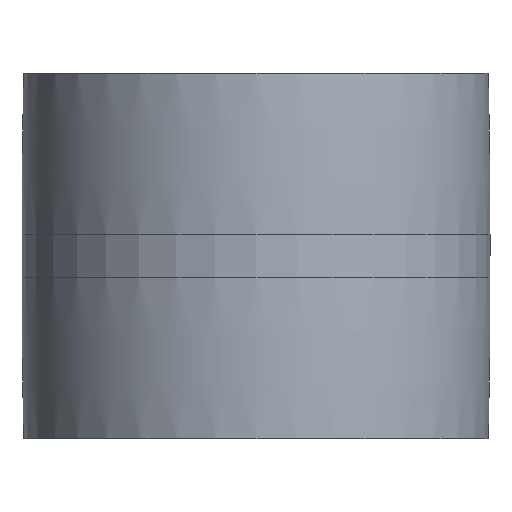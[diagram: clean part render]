
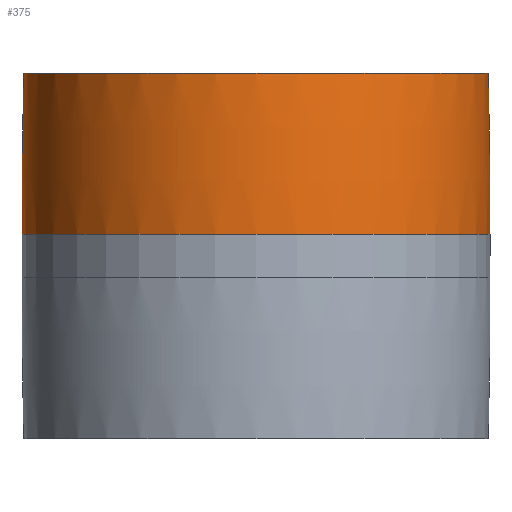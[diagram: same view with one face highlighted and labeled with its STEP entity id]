
A CAD part, front view. The second image highlights one B-rep face of the part: STEP entity #375.
In plain terms, the highlighted toroidal (fillet/blend) face has major radius 4235.93 mm and minor radius 4371.62 mm.
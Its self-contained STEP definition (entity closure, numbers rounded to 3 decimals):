
#7 = EDGE_CURVE ( 'NONE', #718, #123, #351, .T. ) ;
#9 = CARTESIAN_POINT ( 'NONE',  ( 0., 0., 106. ) ) ;
#12 = CARTESIAN_POINT ( 'NONE',  ( 0., 0., 12.5 ) ) ;
#56 = EDGE_CURVE ( 'NONE', #906, #123, #783, .T. ) ;
#123 = VERTEX_POINT ( 'NONE', #601 ) ;
#155 = DIRECTION ( 'NONE',  ( 0., 0., 1. ) ) ;
#182 = ORIENTED_EDGE ( 'NONE', *, *, #604, .T. ) ;
#193 = ORIENTED_EDGE ( 'NONE', *, *, #898, .F. ) ;
#235 = CARTESIAN_POINT ( 'NONE',  ( 0., 0., 12.5 ) ) ;
#274 = AXIS2_PLACEMENT_3D ( 'NONE', #543, #907, #833 ) ;
#278 = ORIENTED_EDGE ( 'NONE', *, *, #7, .T. ) ;
#303 = DIRECTION ( 'NONE',  ( 1., 0., 0. ) ) ;
#313 = DIRECTION ( 'NONE',  ( 1., 0., 0. ) ) ;
#339 = CARTESIAN_POINT ( 'NONE',  ( 135.7, 0., 12.5 ) ) ;
#351 = CIRCLE ( 'NONE', #669, 4371.625 ) ;
#374 = DIRECTION ( 'NONE',  ( 0., 0., -1. ) ) ;
#375 = ADVANCED_FACE ( 'NONE', ( #537 ), #801, .T. ) ;
#446 = AXIS2_PLACEMENT_3D ( 'NONE', #235, #155, #303 ) ;
#467 = VERTEX_POINT ( 'NONE', #567 ) ;
#477 = AXIS2_PLACEMENT_3D ( 'NONE', #9, #532, #598 ) ;
#527 = DIRECTION ( 'NONE',  ( 0., 0., 1. ) ) ;
#532 = DIRECTION ( 'NONE',  ( 0., 0., 1. ) ) ;
#537 = FACE_OUTER_BOUND ( 'NONE', #776, .T. ) ;
#543 = CARTESIAN_POINT ( 'NONE',  ( 4235.925, 0., 12.5 ) ) ;
#567 = CARTESIAN_POINT ( 'NONE',  ( -135.7, 0., 12.5 ) ) ;
#579 = CARTESIAN_POINT ( 'NONE',  ( -4235.925, 0., 12.5 ) ) ;
#598 = DIRECTION ( 'NONE',  ( 1., 0., 0. ) ) ;
#601 = CARTESIAN_POINT ( 'NONE',  ( 134.7, 0., 106. ) ) ;
#604 = EDGE_CURVE ( 'NONE', #467, #718, #877, .T. ) ;
#669 = AXIS2_PLACEMENT_3D ( 'NONE', #579, #803, #374 ) ;
#691 = ORIENTED_EDGE ( 'NONE', *, *, #56, .F. ) ;
#706 = CIRCLE ( 'NONE', #274, 4371.625 ) ;
#718 = VERTEX_POINT ( 'NONE', #339 ) ;
#776 = EDGE_LOOP ( 'NONE', ( #193, #182, #278, #691 ) ) ;
#777 = CARTESIAN_POINT ( 'NONE',  ( -134.7, 0., 106. ) ) ;
#783 = CIRCLE ( 'NONE', #477, 134.7 ) ;
#801 = TOROIDAL_SURFACE ( 'NONE', #938, -4235.925, 4371.625 ) ;
#803 = DIRECTION ( 'NONE',  ( 0., -1., 0. ) ) ;
#833 = DIRECTION ( 'NONE',  ( -1., 0., 0. ) ) ;
#877 = CIRCLE ( 'NONE', #446, 135.7 ) ;
#898 = EDGE_CURVE ( 'NONE', #467, #906, #706, .T. ) ;
#906 = VERTEX_POINT ( 'NONE', #777 ) ;
#907 = DIRECTION ( 'NONE',  ( 0., 1., 0. ) ) ;
#938 = AXIS2_PLACEMENT_3D ( 'NONE', #12, #527, #313 ) ;
